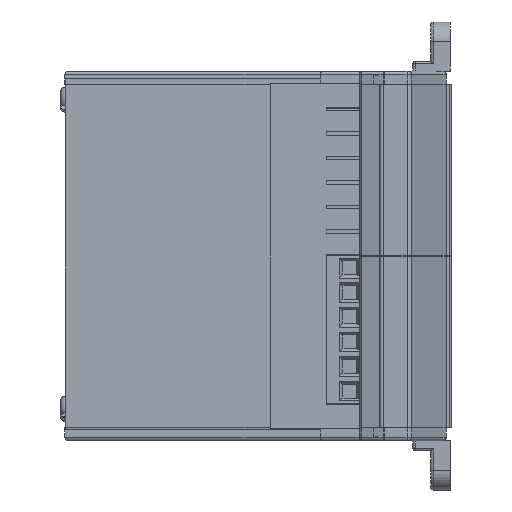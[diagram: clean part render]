
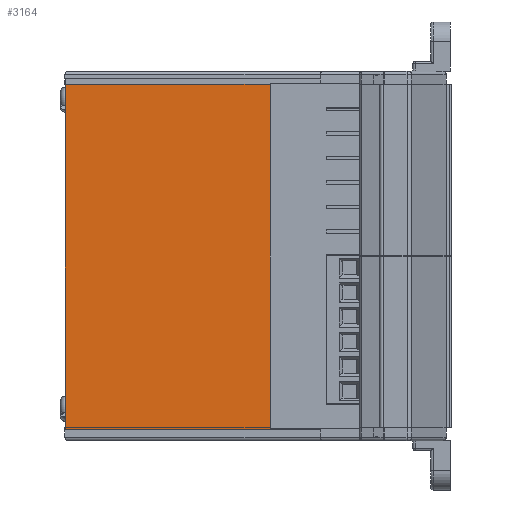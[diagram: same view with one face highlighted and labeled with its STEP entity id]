
A CAD part, left-side view. The second image highlights one B-rep face of the part: STEP entity #3164.
In plain terms, the highlighted planar face has unit normal (-1, 0, 0.002).
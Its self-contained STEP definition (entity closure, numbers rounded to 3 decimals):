
#688 = EDGE_CURVE ( 'NONE', #28003, #3662, #15834, .T. ) ;
#3164 = ADVANCED_FACE ( 'NONE', ( #18656 ), #9169, .T. ) ;
#3662 = VERTEX_POINT ( 'NONE', #12679 ) ;
#4871 = ORIENTED_EDGE ( 'NONE', *, *, #31097, .T. ) ;
#5053 = VECTOR ( 'NONE', #9065, 1000. ) ;
#5258 = CARTESIAN_POINT ( 'NONE',  ( -35., 31., -71.5 ) ) ;
#6290 = CARTESIAN_POINT ( 'NONE',  ( -35., -31., -71.5 ) ) ;
#6973 = VECTOR ( 'NONE', #24249, 1000. ) ;
#7124 = VERTEX_POINT ( 'NONE', #21086 ) ;
#7537 = AXIS2_PLACEMENT_3D ( 'NONE', #14136, #25918, #18633 ) ;
#7560 = DIRECTION ( 'NONE',  ( 0., 0., 1. ) ) ;
#9065 = DIRECTION ( 'NONE',  ( 0., 0., 1. ) ) ;
#9169 = PLANE ( 'NONE',  #7537 ) ;
#9798 = VECTOR ( 'NONE', #29936, 1000. ) ;
#9931 = EDGE_LOOP ( 'NONE', ( #12079, #11292, #26698, #4871 ) ) ;
#11292 = ORIENTED_EDGE ( 'NONE', *, *, #19137, .F. ) ;
#12065 = VERTEX_POINT ( 'NONE', #14246 ) ;
#12079 = ORIENTED_EDGE ( 'NONE', *, *, #688, .F. ) ;
#12084 = CARTESIAN_POINT ( 'NONE',  ( -35., 31., -71.5 ) ) ;
#12679 = CARTESIAN_POINT ( 'NONE',  ( -35., -31., 0. ) ) ;
#14136 = CARTESIAN_POINT ( 'NONE',  ( -35., 31., -71.5 ) ) ;
#14246 = CARTESIAN_POINT ( 'NONE',  ( -35., 31., -71.5 ) ) ;
#15733 = VECTOR ( 'NONE', #7560, 1000. ) ;
#15834 = LINE ( 'NONE', #21681, #6973 ) ;
#18633 = DIRECTION ( 'NONE',  ( 0., 0., 1. ) ) ;
#18656 = FACE_OUTER_BOUND ( 'NONE', #9931, .T. ) ;
#19137 = EDGE_CURVE ( 'NONE', #12065, #28003, #23007, .T. ) ;
#21086 = CARTESIAN_POINT ( 'NONE',  ( -35., -31., -71.5 ) ) ;
#21681 = CARTESIAN_POINT ( 'NONE',  ( -35., 31., 0. ) ) ;
#23007 = LINE ( 'NONE', #12084, #15733 ) ;
#24249 = DIRECTION ( 'NONE',  ( 0., -1., 0. ) ) ;
#25918 = DIRECTION ( 'NONE',  ( -1., 0., 0. ) ) ;
#26698 = ORIENTED_EDGE ( 'NONE', *, *, #28828, .T. ) ;
#28003 = VERTEX_POINT ( 'NONE', #29109 ) ;
#28828 = EDGE_CURVE ( 'NONE', #12065, #7124, #31701, .T. ) ;
#29109 = CARTESIAN_POINT ( 'NONE',  ( -35., 31., 0. ) ) ;
#29237 = LINE ( 'NONE', #6290, #5053 ) ;
#29936 = DIRECTION ( 'NONE',  ( 0., -1., 0. ) ) ;
#31097 = EDGE_CURVE ( 'NONE', #7124, #3662, #29237, .T. ) ;
#31701 = LINE ( 'NONE', #5258, #9798 ) ;
